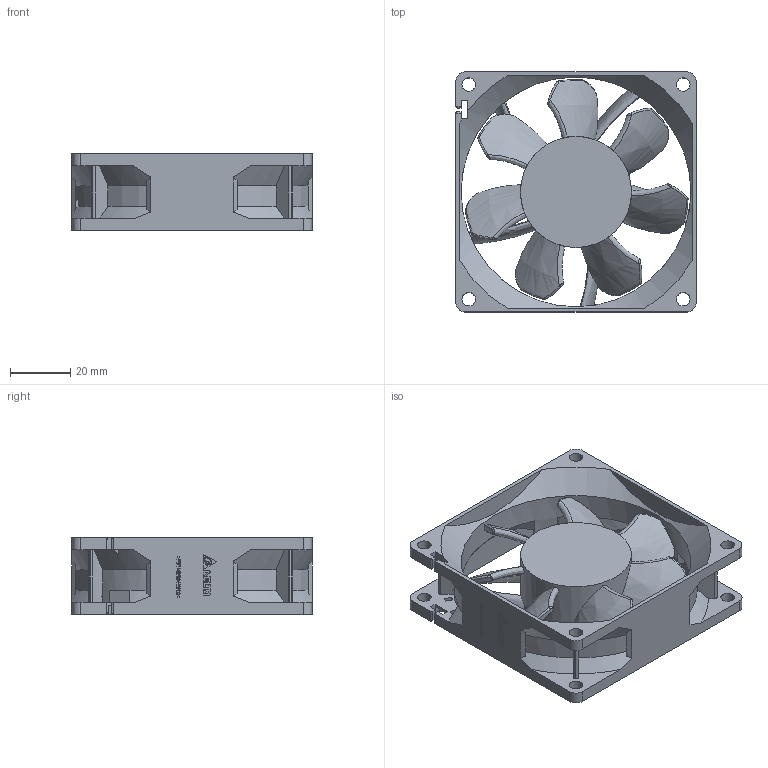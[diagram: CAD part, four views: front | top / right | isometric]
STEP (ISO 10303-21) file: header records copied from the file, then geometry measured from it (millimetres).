
FILE_DESCRIPTION((''),'2;1');
FILE_NAME('QFR0812SH-AA39_REV0000_STANDARD_ASM','2024-04-30T17:16:36',('CHANDLER.HUANG'),(''),'CREO PARAMETRIC BY PTC INC, 2018400','CREO PARAMETRIC BY PTC INC, 2018400','');
FILE_SCHEMA(('CONFIG_CONTROL_DESIGN'));
Products named in the file (4): HUBB_1_1_1; 410200560000-ORING_7_1_1_1; QFR0812SH-AA39_REV000_STANDARD__ASM; QFR0812SH-AA39_REV0000_STANDARD_ASM
Assembly tree (3 placements, depth 3):
  QFR0812SH-AA39_REV0000_STANDARD_ASM
    QFR0812SH-AA39_REV000_STANDARD__ASM
      HUBB_1_1_1
      410200560000-ORING_7_1_1_1
Bounding box: 80.4 x 80 x 25.4 mm (x, y, z)
Volume: 46881.3 mm3; surface area: 33250.7 mm2
Topology: 2 solids, 7 shells, 856 faces, 2547 edges, 1719 vertices
Faces by surface type: plane 366, bspline 185, extrusion 154, cylinder 112, cone 25, sphere 14
Entity records: 55391 total; most frequent: CARTESIAN_POINT 35026, ORIENTED_EDGE 4893, DIRECTION 2867, EDGE_CURVE 2528, VERTEX_POINT 1719, VECTOR 1289, B_SPLINE_CURVE_WITH_KNOTS 1286, LINE 1135
